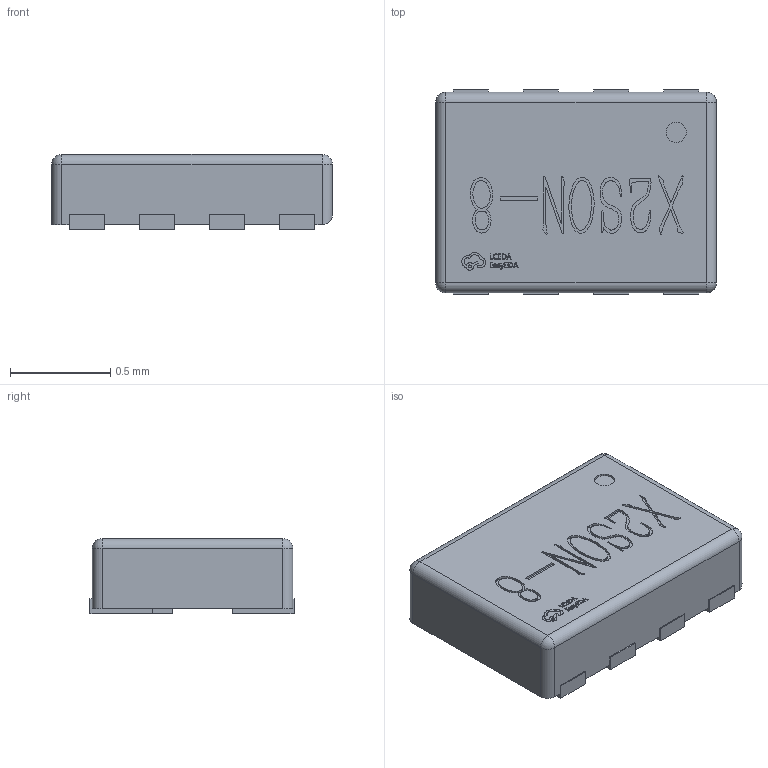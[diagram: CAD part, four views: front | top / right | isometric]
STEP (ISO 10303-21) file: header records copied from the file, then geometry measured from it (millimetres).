
FILE_DESCRIPTION (( 'STEP AP214' ), '1' );
FILE_NAME ('X2SON-8_L1.4-W1.0-H0.4-P0.35-BL.step', '2022-07-26T09:41:14', ( '' ), ( '' ), 'SwSTEP 2.0', 'SolidWorks 2020', '' );
FILE_SCHEMA (( 'AUTOMOTIVE_DESIGN' ));
Length unit declared in the file: millimetre
Products named in the file (1): X2SON-8_L1.4-W1.0-H0.4-P0.35-BL
Bounding box: 1.4 x 1.02 x 0.38 mm (x, y, z)
Volume: 0.5 mm3; surface area: 4.7 mm2
Topology: 14 solids, 14 shells, 552 faces, 1508 edges, 998 vertices
Faces by surface type: plane 329, bspline 208, cylinder 11, sphere 4
Entity records: 29013 total; most frequent: CARTESIAN_POINT 10237, ORIENTED_EDGE 3008, DIRECTION 1790, EDGE_CURVE 1504, VECTOR 1064, LINE 1064, VERTEX_POINT 998, EDGE_LOOP 582
